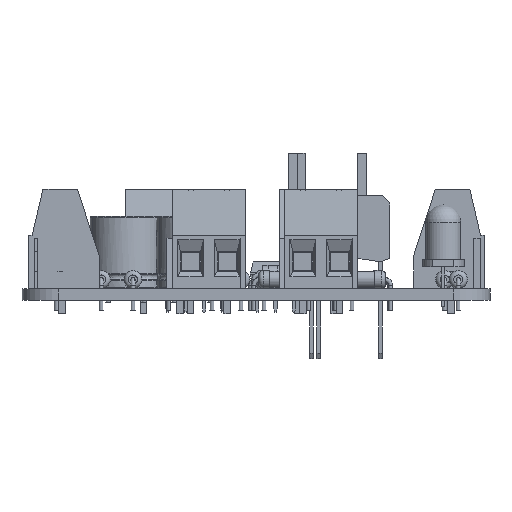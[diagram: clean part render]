
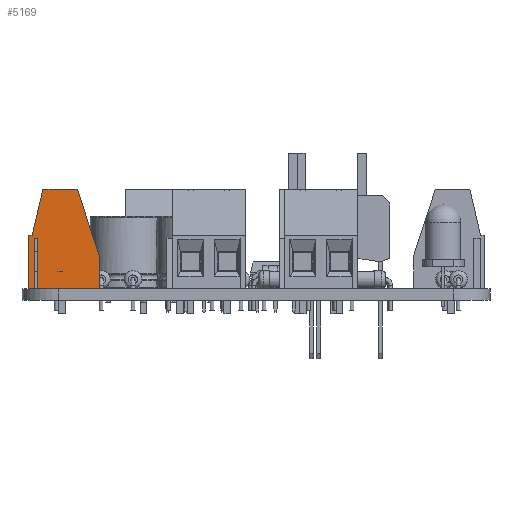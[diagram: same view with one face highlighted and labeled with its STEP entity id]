
A CAD part, left-side view. The second image highlights one B-rep face of the part: STEP entity #5169.
In plain terms, the highlighted face is planar.
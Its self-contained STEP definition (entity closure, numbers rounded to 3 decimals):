
#4728 = VERTEX_POINT('',#4729);
#4729 = CARTESIAN_POINT('',(7.62,-2.6,13.8));
#4735 = EDGE_CURVE('',#4728,#4736,#4738,.T.);
#4736 = VERTEX_POINT('',#4737);
#4737 = CARTESIAN_POINT('',(7.62,-4.1,7.4));
#4738 = LINE('',#4739,#4740);
#4739 = CARTESIAN_POINT('',(7.62,-2.6,13.8));
#4740 = VECTOR('',#4741,1.);
#4741 = DIRECTION('',(0.,-0.228,-0.974));
#4760 = VERTEX_POINT('',#4761);
#4761 = CARTESIAN_POINT('',(7.62,2.2,13.8));
#4767 = EDGE_CURVE('',#4760,#4728,#4768,.T.);
#4768 = LINE('',#4769,#4770);
#4769 = CARTESIAN_POINT('',(7.62,5.2,13.8));
#4770 = VECTOR('',#4771,1.);
#4771 = DIRECTION('',(0.,-1.,0.));
#4805 = EDGE_CURVE('',#4760,#4806,#4808,.T.);
#4806 = VERTEX_POINT('',#4807);
#4807 = CARTESIAN_POINT('',(7.62,5.2,4.57));
#4808 = LINE('',#4809,#4810);
#4809 = CARTESIAN_POINT('',(7.62,2.2,13.8));
#4810 = VECTOR('',#4811,1.);
#4811 = DIRECTION('',(0.,0.309,-0.951));
#4830 = VERTEX_POINT('',#4831);
#4831 = CARTESIAN_POINT('',(7.62,5.2,0.));
#4837 = EDGE_CURVE('',#4830,#4806,#4838,.T.);
#4838 = LINE('',#4839,#4840);
#4839 = CARTESIAN_POINT('',(7.62,5.2,0.));
#4840 = VECTOR('',#4841,1.);
#4841 = DIRECTION('',(0.,0.,1.));
#4877 = EDGE_CURVE('',#4878,#4830,#4880,.T.);
#4878 = VERTEX_POINT('',#4879);
#4879 = CARTESIAN_POINT('',(7.62,-3.37,0.));
#4880 = LINE('',#4881,#4882);
#4881 = CARTESIAN_POINT('',(7.62,-4.6,0.));
#4882 = VECTOR('',#4883,1.);
#4883 = DIRECTION('',(0.,1.,0.));
#4902 = VERTEX_POINT('',#4903);
#4903 = CARTESIAN_POINT('',(7.62,-3.83,0.));
#4909 = EDGE_CURVE('',#4910,#4902,#4912,.T.);
#4910 = VERTEX_POINT('',#4911);
#4911 = CARTESIAN_POINT('',(7.62,-4.6,0.));
#4912 = LINE('',#4913,#4914);
#4913 = CARTESIAN_POINT('',(7.62,-4.6,0.));
#4914 = VECTOR('',#4915,1.);
#4915 = DIRECTION('',(0.,1.,0.));
#5066 = VERTEX_POINT('',#5067);
#5067 = CARTESIAN_POINT('',(7.62,-4.6,7.4));
#5073 = EDGE_CURVE('',#5066,#4910,#5074,.T.);
#5074 = LINE('',#5075,#5076);
#5075 = CARTESIAN_POINT('',(7.62,-4.6,13.8));
#5076 = VECTOR('',#5077,1.);
#5077 = DIRECTION('',(0.,0.,-1.));
#5157 = EDGE_CURVE('',#4736,#5066,#5158,.T.);
#5158 = LINE('',#5159,#5160);
#5159 = CARTESIAN_POINT('',(7.62,-4.1,7.4));
#5160 = VECTOR('',#5161,1.);
#5161 = DIRECTION('',(0.,-1.,0.));
#5169 = ADVANCED_FACE('',(#5170),#5202,.T.);
#5170 = FACE_BOUND('',#5171,.T.);
#5171 = EDGE_LOOP('',(#5172,#5173,#5174,#5175,#5176,#5184,#5192,#5198,
    #5199,#5200,#5201));
#5172 = ORIENTED_EDGE('',*,*,#4735,.T.);
#5173 = ORIENTED_EDGE('',*,*,#5157,.T.);
#5174 = ORIENTED_EDGE('',*,*,#5073,.T.);
#5175 = ORIENTED_EDGE('',*,*,#4909,.T.);
#5176 = ORIENTED_EDGE('',*,*,#5177,.T.);
#5177 = EDGE_CURVE('',#4902,#5178,#5180,.T.);
#5178 = VERTEX_POINT('',#5179);
#5179 = CARTESIAN_POINT('',(7.62,-3.83,7.));
#5180 = LINE('',#5181,#5182);
#5181 = CARTESIAN_POINT('',(7.62,-3.83,0.));
#5182 = VECTOR('',#5183,1.);
#5183 = DIRECTION('',(0.,0.,1.));
#5184 = ORIENTED_EDGE('',*,*,#5185,.T.);
#5185 = EDGE_CURVE('',#5178,#5186,#5188,.T.);
#5186 = VERTEX_POINT('',#5187);
#5187 = CARTESIAN_POINT('',(7.62,-3.37,7.));
#5188 = LINE('',#5189,#5190);
#5189 = CARTESIAN_POINT('',(7.62,-3.83,7.));
#5190 = VECTOR('',#5191,1.);
#5191 = DIRECTION('',(0.,1.,0.));
#5192 = ORIENTED_EDGE('',*,*,#5193,.F.);
#5193 = EDGE_CURVE('',#4878,#5186,#5194,.T.);
#5194 = LINE('',#5195,#5196);
#5195 = CARTESIAN_POINT('',(7.62,-3.37,0.));
#5196 = VECTOR('',#5197,1.);
#5197 = DIRECTION('',(0.,0.,1.));
#5198 = ORIENTED_EDGE('',*,*,#4877,.T.);
#5199 = ORIENTED_EDGE('',*,*,#4837,.T.);
#5200 = ORIENTED_EDGE('',*,*,#4805,.F.);
#5201 = ORIENTED_EDGE('',*,*,#4767,.T.);
#5202 = PLANE('',#5203);
#5203 = AXIS2_PLACEMENT_3D('',#5204,#5205,#5206);
#5204 = CARTESIAN_POINT('',(7.62,0.3,6.9));
#5205 = DIRECTION('',(1.,0.,0.));
#5206 = DIRECTION('',(0.,0.,1.));
